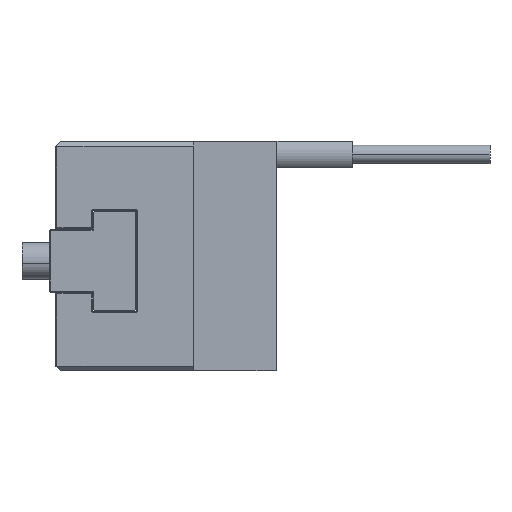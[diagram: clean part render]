
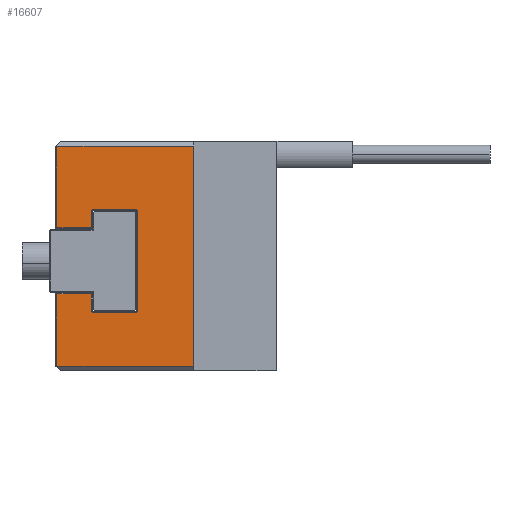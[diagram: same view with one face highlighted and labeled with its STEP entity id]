
A CAD part, left-side view. The second image highlights one B-rep face of the part: STEP entity #16607.
In plain terms, the highlighted planar face has unit normal (-1, 0, 0).
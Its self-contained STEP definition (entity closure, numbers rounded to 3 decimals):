
#66 = CIRCLE ( 'NONE', #32118, 0.2 ) ;
#506 = DIRECTION ( 'NONE',  ( 1., 0., 0. ) ) ;
#557 = DIRECTION ( 'NONE',  ( 0., -1., 0. ) ) ;
#640 = ORIENTED_EDGE ( 'NONE', *, *, #31795, .T. ) ;
#656 = VERTEX_POINT ( 'NONE', #26814 ) ;
#1288 = ORIENTED_EDGE ( 'NONE', *, *, #23922, .T. ) ;
#1781 = EDGE_CURVE ( 'NONE', #17723, #27509, #21678, .T. ) ;
#2274 = ORIENTED_EDGE ( 'NONE', *, *, #26752, .T. ) ;
#2355 = CARTESIAN_POINT ( 'NONE',  ( -25., -3., -11.5 ) ) ;
#2548 = ORIENTED_EDGE ( 'NONE', *, *, #7516, .T. ) ;
#3008 = DIRECTION ( 'NONE',  ( 0., -1., 0. ) ) ;
#3048 = DIRECTION ( 'NONE',  ( 0., 0., 1. ) ) ;
#3086 = VERTEX_POINT ( 'NONE', #17903 ) ;
#3210 = EDGE_CURVE ( 'NONE', #22583, #26943, #27046, .T. ) ;
#3216 = CARTESIAN_POINT ( 'NONE',  ( -25., 12., -3.6 ) ) ;
#3280 = CARTESIAN_POINT ( 'NONE',  ( -25., 11.9, 12.5 ) ) ;
#3553 = VECTOR ( 'NONE', #5463, 1000. ) ;
#4098 = ORIENTED_EDGE ( 'NONE', *, *, #15211, .T. ) ;
#4110 = ORIENTED_EDGE ( 'NONE', *, *, #30605, .T. ) ;
#4225 = EDGE_CURVE ( 'NONE', #656, #3086, #66, .T. ) ;
#4369 = VERTEX_POINT ( 'NONE', #11774 ) ;
#5463 = DIRECTION ( 'NONE',  ( 0., 0., -1. ) ) ;
#5711 = AXIS2_PLACEMENT_3D ( 'NONE', #16138, #26135, #16571 ) ;
#5723 = LINE ( 'NONE', #6320, #8439 ) ;
#5751 = VERTEX_POINT ( 'NONE', #11695 ) ;
#5769 = VERTEX_POINT ( 'NONE', #16474 ) ;
#6006 = VERTEX_POINT ( 'NONE', #20087 ) ;
#6157 = EDGE_CURVE ( 'NONE', #21970, #28007, #15655, .T. ) ;
#6248 = EDGE_CURVE ( 'NONE', #27509, #656, #16056, .T. ) ;
#6320 = CARTESIAN_POINT ( 'NONE',  ( -25., 8.1, 12. ) ) ;
#6706 = ORIENTED_EDGE ( 'NONE', *, *, #1781, .T. ) ;
#7220 = EDGE_CURVE ( 'NONE', #9981, #12808, #12014, .T. ) ;
#7516 = EDGE_CURVE ( 'NONE', #5751, #17723, #18070, .T. ) ;
#7578 = CARTESIAN_POINT ( 'NONE',  ( -25., 8.1, 5.4 ) ) ;
#7743 = CARTESIAN_POINT ( 'NONE',  ( -25., 3.3, 5.4 ) ) ;
#8073 = ORIENTED_EDGE ( 'NONE', *, *, #19336, .T. ) ;
#8157 = DIRECTION ( 'NONE',  ( 0., 0., -1. ) ) ;
#8439 = VECTOR ( 'NONE', #31238, 1000. ) ;
#8541 = VECTOR ( 'NONE', #24674, 1000. ) ;
#9000 = VECTOR ( 'NONE', #3008, 1000. ) ;
#9143 = CARTESIAN_POINT ( 'NONE',  ( -25., 11.9, 12. ) ) ;
#9158 = CARTESIAN_POINT ( 'NONE',  ( -25., 12., 12. ) ) ;
#9392 = DIRECTION ( 'NONE',  ( 0., 1., 0. ) ) ;
#9544 = VERTEX_POINT ( 'NONE', #21998 ) ;
#9919 = AXIS2_PLACEMENT_3D ( 'NONE', #7743, #20376, #8157 ) ;
#9955 = CARTESIAN_POINT ( 'NONE',  ( -25., 11.9, 11. ) ) ;
#9981 = VERTEX_POINT ( 'NONE', #19361 ) ;
#10520 = VECTOR ( 'NONE', #20782, 1000. ) ;
#11095 = VECTOR ( 'NONE', #30943, 1000. ) ;
#11422 = DIRECTION ( 'NONE',  ( 0., 0., -1. ) ) ;
#11529 = VECTOR ( 'NONE', #11422, 1000. ) ;
#11695 = CARTESIAN_POINT ( 'NONE',  ( -25., 3.1, 5.4 ) ) ;
#11774 = CARTESIAN_POINT ( 'NONE',  ( -25., 11.9, 3.6 ) ) ;
#12014 = LINE ( 'NONE', #29223, #14749 ) ;
#12808 = VERTEX_POINT ( 'NONE', #7578 ) ;
#13121 = AXIS2_PLACEMENT_3D ( 'NONE', #9158, #21568, #23643 ) ;
#13921 = DIRECTION ( 'NONE',  ( 0., 0., -1. ) ) ;
#14453 = CARTESIAN_POINT ( 'NONE',  ( -25., 11.9, -11.5 ) ) ;
#14749 = VECTOR ( 'NONE', #19578, 1000. ) ;
#14876 = ORIENTED_EDGE ( 'NONE', *, *, #3210, .T. ) ;
#15073 = DIRECTION ( 'NONE',  ( 0., 0., -1. ) ) ;
#15120 = ORIENTED_EDGE ( 'NONE', *, *, #19273, .T. ) ;
#15211 = EDGE_CURVE ( 'NONE', #26943, #21970, #24369, .T. ) ;
#15606 = DIRECTION ( 'NONE',  ( 0., 0., -1. ) ) ;
#15614 = CARTESIAN_POINT ( 'NONE',  ( -25., 3.1, 12. ) ) ;
#15655 = LINE ( 'NONE', #18847, #3553 ) ;
#15948 = LINE ( 'NONE', #32261, #8541 ) ;
#15984 = LINE ( 'NONE', #3216, #10520 ) ;
#16056 = LINE ( 'NONE', #19070, #24257 ) ;
#16079 = EDGE_CURVE ( 'NONE', #4369, #9981, #25772, .T. ) ;
#16138 = CARTESIAN_POINT ( 'NONE',  ( -25., 7.9, 5.4 ) ) ;
#16474 = CARTESIAN_POINT ( 'NONE',  ( -25., 8.1, -3.6 ) ) ;
#16571 = DIRECTION ( 'NONE',  ( 0., 0., -1. ) ) ;
#16607 = ADVANCED_FACE ( 'NONE', ( #20597 ), #26449, .F. ) ;
#16669 = ORIENTED_EDGE ( 'NONE', *, *, #7220, .T. ) ;
#17577 = DIRECTION ( 'NONE',  ( 1., 0., 0. ) ) ;
#17723 = VERTEX_POINT ( 'NONE', #23134 ) ;
#17754 = EDGE_CURVE ( 'NONE', #3086, #5769, #5723, .T. ) ;
#17903 = CARTESIAN_POINT ( 'NONE',  ( -25., 8.1, -5.4 ) ) ;
#18005 = CARTESIAN_POINT ( 'NONE',  ( -25., -3., -12. ) ) ;
#18070 = LINE ( 'NONE', #15614, #20456 ) ;
#18283 = CIRCLE ( 'NONE', #5711, 0.2 ) ;
#18308 = ORIENTED_EDGE ( 'NONE', *, *, #6157, .T. ) ;
#18847 = CARTESIAN_POINT ( 'NONE',  ( -25., 11.9, 12. ) ) ;
#18937 = LINE ( 'NONE', #9143, #11529 ) ;
#19070 = CARTESIAN_POINT ( 'NONE',  ( -25., 12., -5.6 ) ) ;
#19273 = EDGE_CURVE ( 'NONE', #28007, #4369, #18937, .T. ) ;
#19336 = EDGE_CURVE ( 'NONE', #6006, #32014, #29010, .T. ) ;
#19361 = CARTESIAN_POINT ( 'NONE',  ( -25., 8.1, 3.6 ) ) ;
#19578 = DIRECTION ( 'NONE',  ( 0., 0., 1. ) ) ;
#20060 = CARTESIAN_POINT ( 'NONE',  ( -25., 3.3, 5.6 ) ) ;
#20087 = CARTESIAN_POINT ( 'NONE',  ( -25., 11.9, -3.6 ) ) ;
#20376 = DIRECTION ( 'NONE',  ( 1., 0., 0. ) ) ;
#20456 = VECTOR ( 'NONE', #20514, 1000. ) ;
#20514 = DIRECTION ( 'NONE',  ( 0., 0., -1. ) ) ;
#20597 = FACE_OUTER_BOUND ( 'NONE', #25888, .T. ) ;
#20782 = DIRECTION ( 'NONE',  ( 0., 1., 0. ) ) ;
#21055 = CARTESIAN_POINT ( 'NONE',  ( -25., 11.9, 12.5 ) ) ;
#21568 = DIRECTION ( 'NONE',  ( 1., 0., 0. ) ) ;
#21678 = CIRCLE ( 'NONE', #30215, 0.2 ) ;
#21970 = VERTEX_POINT ( 'NONE', #21055 ) ;
#21998 = CARTESIAN_POINT ( 'NONE',  ( -25., 7.9, 5.6 ) ) ;
#22583 = VERTEX_POINT ( 'NONE', #2355 ) ;
#22670 = LINE ( 'NONE', #30447, #29674 ) ;
#22845 = VECTOR ( 'NONE', #13921, 1000. ) ;
#22989 = CARTESIAN_POINT ( 'NONE',  ( -25., 12., 3.6 ) ) ;
#23134 = CARTESIAN_POINT ( 'NONE',  ( -25., 3.1, -5.4 ) ) ;
#23545 = VECTOR ( 'NONE', #3048, 1000. ) ;
#23560 = CARTESIAN_POINT ( 'NONE',  ( -25., 3.3, -5.6 ) ) ;
#23643 = DIRECTION ( 'NONE',  ( 0., 0., -1. ) ) ;
#23922 = EDGE_CURVE ( 'NONE', #9544, #31817, #15948, .T. ) ;
#24257 = VECTOR ( 'NONE', #9392, 1000. ) ;
#24298 = EDGE_CURVE ( 'NONE', #12808, #9544, #18283, .T. ) ;
#24369 = LINE ( 'NONE', #3280, #11095 ) ;
#24435 = CIRCLE ( 'NONE', #9919, 0.2 ) ;
#24674 = DIRECTION ( 'NONE',  ( 0., -1., 0. ) ) ;
#24839 = ORIENTED_EDGE ( 'NONE', *, *, #4225, .T. ) ;
#25488 = ORIENTED_EDGE ( 'NONE', *, *, #17754, .T. ) ;
#25772 = LINE ( 'NONE', #22989, #9000 ) ;
#25884 = CARTESIAN_POINT ( 'NONE',  ( -25., -3., 12.5 ) ) ;
#25888 = EDGE_LOOP ( 'NONE', ( #14876, #4098, #18308, #15120, #31250, #16669, #30093, #1288, #2274, #2548, #6706, #30739, #24839, #25488, #640, #8073, #4110 ) ) ;
#26135 = DIRECTION ( 'NONE',  ( 1., 0., 0. ) ) ;
#26449 = PLANE ( 'NONE',  #13121 ) ;
#26543 = CARTESIAN_POINT ( 'NONE',  ( -25., 11.9, 12. ) ) ;
#26752 = EDGE_CURVE ( 'NONE', #31817, #5751, #24435, .T. ) ;
#26814 = CARTESIAN_POINT ( 'NONE',  ( -25., 7.9, -5.6 ) ) ;
#26943 = VERTEX_POINT ( 'NONE', #25884 ) ;
#27046 = LINE ( 'NONE', #18005, #23545 ) ;
#27509 = VERTEX_POINT ( 'NONE', #23560 ) ;
#27886 = CARTESIAN_POINT ( 'NONE',  ( -25., 7.9, -5.4 ) ) ;
#28007 = VERTEX_POINT ( 'NONE', #9955 ) ;
#29010 = LINE ( 'NONE', #26543, #22845 ) ;
#29223 = CARTESIAN_POINT ( 'NONE',  ( -25., 8.1, 12. ) ) ;
#29674 = VECTOR ( 'NONE', #557, 1000. ) ;
#29864 = CARTESIAN_POINT ( 'NONE',  ( -25., 3.3, -5.4 ) ) ;
#30093 = ORIENTED_EDGE ( 'NONE', *, *, #24298, .T. ) ;
#30215 = AXIS2_PLACEMENT_3D ( 'NONE', #29864, #17577, #15073 ) ;
#30447 = CARTESIAN_POINT ( 'NONE',  ( -25., 12., -11.5 ) ) ;
#30605 = EDGE_CURVE ( 'NONE', #32014, #22583, #22670, .T. ) ;
#30739 = ORIENTED_EDGE ( 'NONE', *, *, #6248, .T. ) ;
#30943 = DIRECTION ( 'NONE',  ( 0., 1., 0. ) ) ;
#31238 = DIRECTION ( 'NONE',  ( 0., 0., 1. ) ) ;
#31250 = ORIENTED_EDGE ( 'NONE', *, *, #16079, .T. ) ;
#31795 = EDGE_CURVE ( 'NONE', #5769, #6006, #15984, .T. ) ;
#31817 = VERTEX_POINT ( 'NONE', #20060 ) ;
#32014 = VERTEX_POINT ( 'NONE', #14453 ) ;
#32118 = AXIS2_PLACEMENT_3D ( 'NONE', #27886, #506, #15606 ) ;
#32261 = CARTESIAN_POINT ( 'NONE',  ( -25., 12., 5.6 ) ) ;
